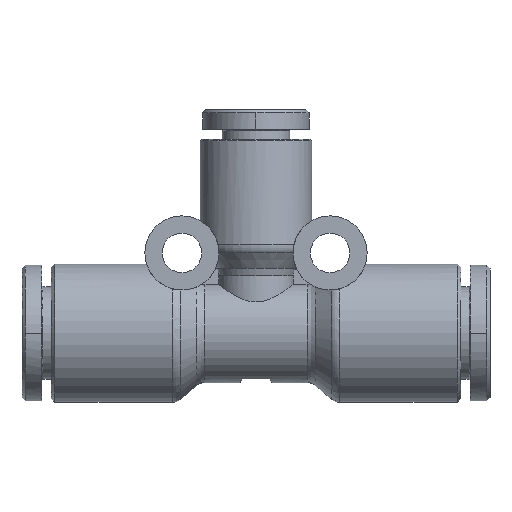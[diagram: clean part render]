
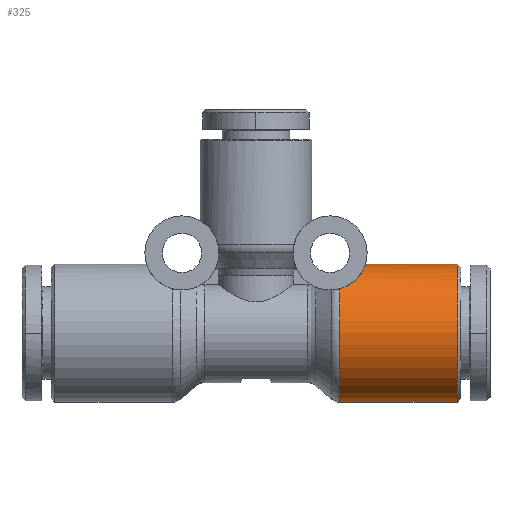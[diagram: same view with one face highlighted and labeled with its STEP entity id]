
A CAD part, front view. The second image highlights one B-rep face of the part: STEP entity #325.
In plain terms, the highlighted cylindrical face has radius 5.6 mm (diameter 11.2 mm), a partial arc.
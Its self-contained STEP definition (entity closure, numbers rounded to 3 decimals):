
#259=CARTESIAN_POINT('',(6.7,0.0,1.15));
#260=DIRECTION('',(1.0,0.0,0.));
#261=DIRECTION('',(0.0,0.0,1.0));
#262=AXIS2_PLACEMENT_3D('',#259,#260,#261);
#263=CYLINDRICAL_SURFACE('',#262,5.6);
#264=CARTESIAN_POINT('',(4.862,0.,6.75));
#265=VERTEX_POINT('',#264);
#266=CARTESIAN_POINT('',(12.3,0.,6.75));
#267=VERTEX_POINT('',#266);
#268=CARTESIAN_POINT('',(4.862,0.,6.75));
#269=DIRECTION('',(1.0,0.0,0.0));
#270=VECTOR('',#269,7.438);
#271=LINE('',#268,#270);
#272=EDGE_CURVE('',#265,#267,#271,.T.);
#273=ORIENTED_EDGE('',*,*,#272,.F.);
#274=CARTESIAN_POINT('',(2.765,-4.29,4.749));
#275=VERTEX_POINT('',#274);
#276=CARTESIAN_POINT('',(4.862,0.,6.75));
#277=CARTESIAN_POINT('',(4.862,-0.273,6.75));
#278=CARTESIAN_POINT('',(4.856,-0.557,6.73));
#279=CARTESIAN_POINT('',(4.826,-1.126,6.643));
#280=CARTESIAN_POINT('',(4.803,-1.41,6.577));
#281=CARTESIAN_POINT('',(4.73,-1.96,6.404));
#282=CARTESIAN_POINT('',(4.681,-2.226,6.296));
#283=CARTESIAN_POINT('',(4.543,-2.722,6.052));
#284=CARTESIAN_POINT('',(4.454,-2.952,5.915));
#285=CARTESIAN_POINT('',(4.26,-3.306,5.673));
#286=CARTESIAN_POINT('',(4.157,-3.458,5.559));
#287=CARTESIAN_POINT('',(3.912,-3.728,5.332));
#288=CARTESIAN_POINT('',(3.77,-3.847,5.222));
#289=CARTESIAN_POINT('',(3.52,-4.01,5.06));
#290=CARTESIAN_POINT('',(3.402,-4.073,4.994));
#291=CARTESIAN_POINT('',(3.149,-4.182,4.875));
#292=CARTESIAN_POINT('',(3.013,-4.228,4.823));
#293=CARTESIAN_POINT('',(2.837,-4.274,4.769));
#294=CARTESIAN_POINT('',(2.801,-4.282,4.759));
#295=CARTESIAN_POINT('',(2.765,-4.29,4.749));
#296=B_SPLINE_CURVE_WITH_KNOTS('',3,(#276,#277,#278,#279,#280,#281,#282,#283,#284,#285,#286,#287,#288,#289,#290,#291,#292,#293,#294,#295),.UNSPECIFIED.,.F.,.U.,(4,2,2,2,2,2,2,2,2,4),(12.346,13.166,13.985,14.805,15.625,16.216,16.808,17.235,17.663,17.771),.UNSPECIFIED.);
#297=EDGE_CURVE('',#265,#275,#296,.T.);
#298=ORIENTED_EDGE('',*,*,#297,.T.);
#299=CARTESIAN_POINT('',(2.765,0.,-4.45));
#300=VERTEX_POINT('',#299);
#301=CARTESIAN_POINT('',(2.765,0.0,1.15));
#302=DIRECTION('',(-1.0,0.0,0.0));
#303=DIRECTION('',(0.0,0.0,-1.0));
#304=AXIS2_PLACEMENT_3D('',#301,#302,#303);
#305=CIRCLE('',#304,5.6);
#306=EDGE_CURVE('',#300,#275,#305,.T.);
#307=ORIENTED_EDGE('',*,*,#306,.F.);
#308=CARTESIAN_POINT('',(12.3,0.,-4.45));
#309=VERTEX_POINT('',#308);
#310=CARTESIAN_POINT('',(12.3,0.,-4.45));
#311=DIRECTION('',(-1.0,0.0,0.0));
#312=VECTOR('',#311,9.535);
#313=LINE('',#310,#312);
#314=EDGE_CURVE('',#309,#300,#313,.T.);
#315=ORIENTED_EDGE('',*,*,#314,.F.);
#316=CARTESIAN_POINT('',(12.3,0.,1.15));
#317=DIRECTION('',(1.0,0.0,0.0));
#318=DIRECTION('',(0.0,0.0,-1.0));
#319=AXIS2_PLACEMENT_3D('',#316,#317,#318);
#320=CIRCLE('',#319,5.6);
#321=EDGE_CURVE('',#267,#309,#320,.T.);
#322=ORIENTED_EDGE('',*,*,#321,.F.);
#323=EDGE_LOOP('',(#273,#298,#307,#315,#322));
#324=FACE_OUTER_BOUND('',#323,.T.);
#325=ADVANCED_FACE('',(#324),#263,.T.);
